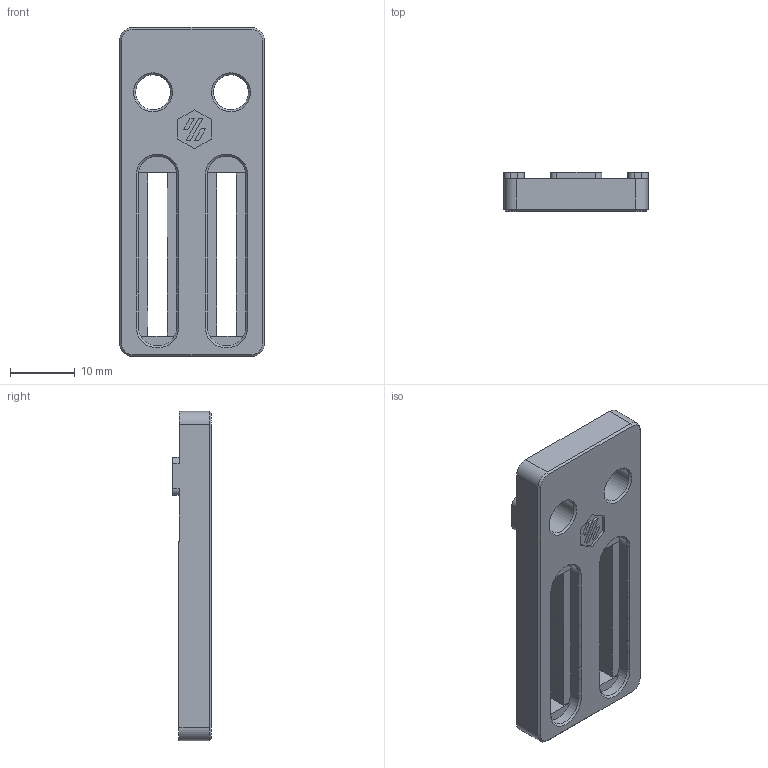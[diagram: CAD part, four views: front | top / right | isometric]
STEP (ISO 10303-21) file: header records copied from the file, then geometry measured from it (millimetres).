
FILE_DESCRIPTION(/* description */ (''),/* implementation_level */ '2;1');
FILE_NAME(/* name */ 'Vertical mount.step',/* time_stamp */ '2024-05-17T09:53:10+01:00',/* author */ (''),/* organization */ (''),/* preprocessor_version */ 'ST-DEVELOPER v20',/* originating_system */ 'Autodesk Translation Framework v12.20.1.177',/* authorisation */ '');
FILE_SCHEMA (('AUTOMOTIVE_DESIGN { 1 0 10303 214 3 1 1 }'));
Length unit declared in the file: millimetre
Products named in the file (3): pcb_klicky; Klicky Probe; Dock Mount variable Assembly
Assembly tree (2 placements, depth 3):
  pcb_klicky
    Klicky Probe
      Dock Mount variable Assembly
Bounding box: 22.25 x 5.98 x 50.72 mm (x, y, z)
Volume: 4321.7 mm3; surface area: 3356.8 mm2
Topology: 1 solids, 1 shells, 172 faces, 469 edges, 301 vertices
Faces by surface type: plane 136, cylinder 26, cone 10
Full cylindrical faces by diameter (mm): 5.4 x2
Entity records: 5436 total; most frequent: CARTESIAN_POINT 947, ORIENTED_EDGE 938, DIRECTION 901, EDGE_CURVE 469, LINE 391, VECTOR 391, VERTEX_POINT 301, AXIS2_PLACEMENT_3D 255
